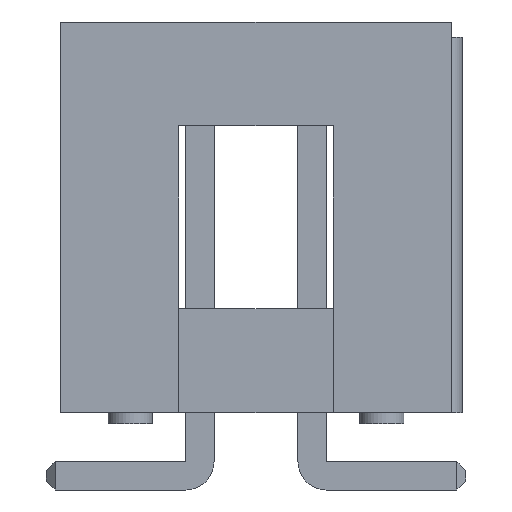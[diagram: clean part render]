
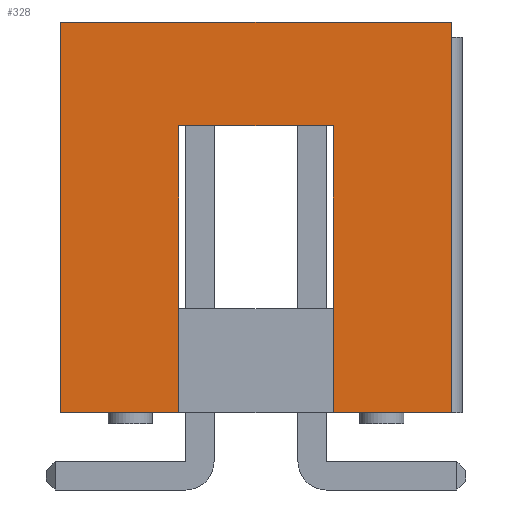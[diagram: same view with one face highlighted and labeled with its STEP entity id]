
A CAD part, front view. The second image highlights one B-rep face of the part: STEP entity #328.
In plain terms, the highlighted planar face has unit normal (0, -1, 0).
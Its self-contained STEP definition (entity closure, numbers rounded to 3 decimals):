
#32 = VERTEX_POINT('',#33);
#33 = CARTESIAN_POINT('',(-3.155,-17.8,1.75));
#39 = EDGE_CURVE('',#32,#40,#42,.T.);
#40 = VERTEX_POINT('',#41);
#41 = CARTESIAN_POINT('',(-3.155,-17.8,10.6));
#42 = LINE('',#43,#44);
#43 = CARTESIAN_POINT('',(-3.155,-17.8,4.1));
#44 = VECTOR('',#45,1.);
#45 = DIRECTION('',(0.,0.,1.));
#157 = EDGE_CURVE('',#40,#158,#160,.T.);
#158 = VERTEX_POINT('',#159);
#159 = CARTESIAN_POINT('',(5.695,-17.8,10.6));
#160 = LINE('',#161,#162);
#161 = CARTESIAN_POINT('',(-3.155,-17.8,10.6));
#162 = VECTOR('',#163,1.);
#163 = DIRECTION('',(1.,0.,0.));
#328 = ADVANCED_FACE('',(#329),#379,.T.);
#329 = FACE_BOUND('',#330,.T.);
#330 = EDGE_LOOP('',(#331,#332,#340,#348,#356,#364,#372,#378));
#331 = ORIENTED_EDGE('',*,*,#39,.F.);
#332 = ORIENTED_EDGE('',*,*,#333,.T.);
#333 = EDGE_CURVE('',#32,#334,#336,.T.);
#334 = VERTEX_POINT('',#335);
#335 = CARTESIAN_POINT('',(-0.48,-17.8,1.75));
#336 = LINE('',#337,#338);
#337 = CARTESIAN_POINT('',(-3.155,-17.8,1.75));
#338 = VECTOR('',#339,1.);
#339 = DIRECTION('',(1.,0.,0.));
#340 = ORIENTED_EDGE('',*,*,#341,.T.);
#341 = EDGE_CURVE('',#334,#342,#344,.T.);
#342 = VERTEX_POINT('',#343);
#343 = CARTESIAN_POINT('',(-0.48,-17.8,8.25));
#344 = LINE('',#345,#346);
#345 = CARTESIAN_POINT('',(-0.48,-17.8,3.963));
#346 = VECTOR('',#347,1.);
#347 = DIRECTION('',(0.,0.,1.));
#348 = ORIENTED_EDGE('',*,*,#349,.F.);
#349 = EDGE_CURVE('',#350,#342,#352,.T.);
#350 = VERTEX_POINT('',#351);
#351 = CARTESIAN_POINT('',(3.02,-17.8,8.25));
#352 = LINE('',#353,#354);
#353 = CARTESIAN_POINT('',(1.27,-17.8,8.25));
#354 = VECTOR('',#355,1.);
#355 = DIRECTION('',(-1.,0.,0.));
#356 = ORIENTED_EDGE('',*,*,#357,.T.);
#357 = EDGE_CURVE('',#350,#358,#360,.T.);
#358 = VERTEX_POINT('',#359);
#359 = CARTESIAN_POINT('',(3.02,-17.8,1.75));
#360 = LINE('',#361,#362);
#361 = CARTESIAN_POINT('',(3.02,-17.8,3.963));
#362 = VECTOR('',#363,1.);
#363 = DIRECTION('',(0.,0.,-1.));
#364 = ORIENTED_EDGE('',*,*,#365,.T.);
#365 = EDGE_CURVE('',#358,#366,#368,.T.);
#366 = VERTEX_POINT('',#367);
#367 = CARTESIAN_POINT('',(5.695,-17.8,1.75));
#368 = LINE('',#369,#370);
#369 = CARTESIAN_POINT('',(-3.155,-17.8,1.75));
#370 = VECTOR('',#371,1.);
#371 = DIRECTION('',(1.,0.,0.));
#372 = ORIENTED_EDGE('',*,*,#373,.T.);
#373 = EDGE_CURVE('',#366,#158,#374,.T.);
#374 = LINE('',#375,#376);
#375 = CARTESIAN_POINT('',(5.695,-17.8,1.75));
#376 = VECTOR('',#377,1.);
#377 = DIRECTION('',(0.,0.,1.));
#378 = ORIENTED_EDGE('',*,*,#157,.F.);
#379 = PLANE('',#380);
#380 = AXIS2_PLACEMENT_3D('',#381,#382,#383);
#381 = CARTESIAN_POINT('',(1.27,-17.8,6.175));
#382 = DIRECTION('',(-0.,-1.,0.));
#383 = DIRECTION('',(0.,0.,-1.));
